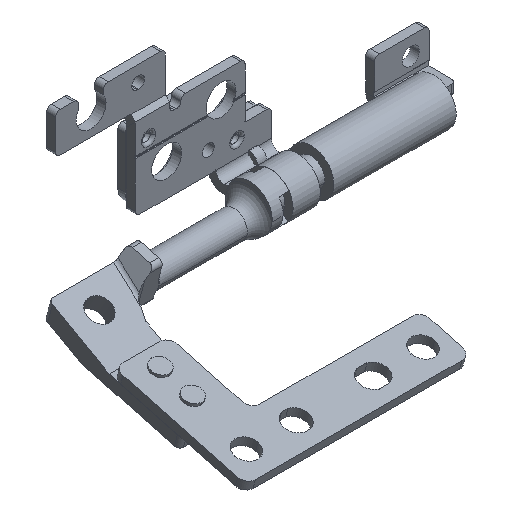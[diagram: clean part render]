
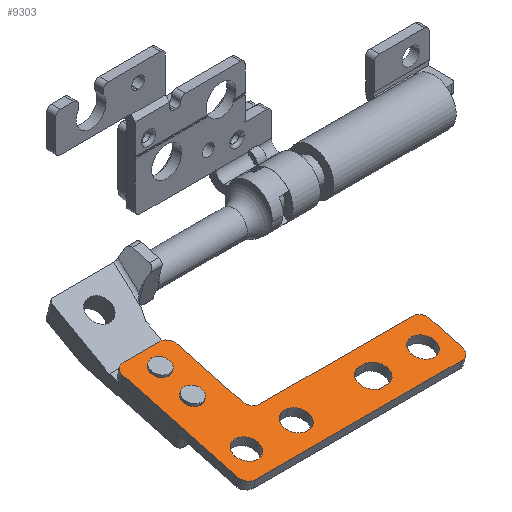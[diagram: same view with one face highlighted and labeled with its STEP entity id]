
A CAD part, isometric view. The second image highlights one B-rep face of the part: STEP entity #9303.
In plain terms, the highlighted face is planar.
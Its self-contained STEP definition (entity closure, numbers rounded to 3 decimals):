
#8594=CARTESIAN_POINT('',(-139.2,-4.3,12.6));
#8595=DIRECTION('',(0.,1.,0.));
#8596=DIRECTION('',(1.,0.,0.));
#8597=AXIS2_PLACEMENT_3D('',#8594,#8595,#8596);
#8602=CARTESIAN_POINT('',(-139.2,-4.3,12.6));
#8603=DIRECTION('',(0.,1.,0.));
#8604=DIRECTION('',(-1.,0.,0.));
#8605=AXIS2_PLACEMENT_3D('',#8602,#8603,#8604);
#8610=CARTESIAN_POINT('',(-139.2,-4.3,16.3));
#8611=DIRECTION('',(0.,1.,0.));
#8612=DIRECTION('',(1.,0.,0.));
#8613=AXIS2_PLACEMENT_3D('',#8610,#8611,#8612);
#8618=CARTESIAN_POINT('',(-139.2,-4.3,16.3));
#8619=DIRECTION('',(0.,1.,0.));
#8620=DIRECTION('',(-1.,0.,0.));
#8621=AXIS2_PLACEMENT_3D('',#8618,#8619,#8620);
#8626=CARTESIAN_POINT('',(-120.,-4.3,22.8));
#8627=DIRECTION('',(0.,1.,0.));
#8628=DIRECTION('',(1.,0.,0.));
#8629=AXIS2_PLACEMENT_3D('',#8626,#8627,#8628);
#8634=CARTESIAN_POINT('',(-120.,-4.3,22.8));
#8635=DIRECTION('',(0.,1.,0.));
#8636=DIRECTION('',(-1.,0.,0.));
#8637=AXIS2_PLACEMENT_3D('',#8634,#8635,#8636);
#8642=CARTESIAN_POINT('',(-139.5,-4.3,22.8));
#8643=DIRECTION('',(0.,1.,0.));
#8644=DIRECTION('',(1.,0.,0.));
#8645=AXIS2_PLACEMENT_3D('',#8642,#8643,#8644);
#8650=CARTESIAN_POINT('',(-139.5,-4.3,22.8));
#8651=DIRECTION('',(0.,1.,0.));
#8652=DIRECTION('',(-1.,0.,0.));
#8653=AXIS2_PLACEMENT_3D('',#8650,#8651,#8652);
#8658=CARTESIAN_POINT('',(-141.2,-4.3,11.5));
#8659=DIRECTION('',(0.,1.,0.));
#8660=DIRECTION('',(0.,0.,-1.));
#8661=AXIS2_PLACEMENT_3D('',#8658,#8659,#8660);
#8666=DIRECTION('',(-1.,0.,0.));
#8667=VECTOR('',#8666,4.);
#8668=CARTESIAN_POINT('',(-137.2,-4.3,10.5));
#8669=LINE('',#8668,#8667);
#8673=CARTESIAN_POINT('',(-137.2,-4.3,11.5));
#8674=DIRECTION('',(0.,1.,0.));
#8675=DIRECTION('',(1.,0.,0.));
#8676=AXIS2_PLACEMENT_3D('',#8673,#8674,#8675);
#8681=DIRECTION('',(0.,0.,-1.));
#8682=VECTOR('',#8681,7.4);
#8683=CARTESIAN_POINT('',(-136.2,-4.3,18.9));
#8684=LINE('',#8683,#8682);
#8688=DIRECTION('',(-1.,0.,0.));
#8689=VECTOR('',#8688,16.8);
#8690=CARTESIAN_POINT('',(-118.4,-4.3,19.9));
#8691=LINE('',#8690,#8689);
#8695=CARTESIAN_POINT('',(-118.4,-4.3,20.9));
#8696=DIRECTION('',(0.,1.,0.));
#8697=DIRECTION('',(1.,0.,0.));
#8698=AXIS2_PLACEMENT_3D('',#8695,#8696,#8697);
#8703=DIRECTION('',(0.,0.,-1.));
#8704=VECTOR('',#8703,3.7);
#8705=CARTESIAN_POINT('',(-117.4,-4.3,24.6));
#8706=LINE('',#8705,#8704);
#8710=CARTESIAN_POINT('',(-118.4,-4.3,24.6));
#8711=DIRECTION('',(0.,1.,0.));
#8712=DIRECTION('',(0.,0.,1.));
#8713=AXIS2_PLACEMENT_3D('',#8710,#8711,#8712);
#8718=DIRECTION('',(1.,0.,0.));
#8719=VECTOR('',#8718,22.8);
#8720=CARTESIAN_POINT('',(-141.2,-4.3,25.6));
#8721=LINE('',#8720,#8719);
#8725=CARTESIAN_POINT('',(-141.2,-4.3,24.6));
#8726=DIRECTION('',(0.,1.,0.));
#8727=DIRECTION('',(-1.,0.,0.));
#8728=AXIS2_PLACEMENT_3D('',#8725,#8726,#8727);
#8733=DIRECTION('',(0.,0.,1.));
#8734=VECTOR('',#8733,13.1);
#8735=CARTESIAN_POINT('',(-142.2,-4.3,11.5));
#8736=LINE('',#8735,#8734);
#8740=DIRECTION('',(-1.,0.,0.));
#8741=VECTOR('',#8740,0.728);
#8742=CARTESIAN_POINT('',(-133.636,-4.3,24.1));
#8743=LINE('',#8742,#8741);
#8747=DIRECTION('',(1.,0.,0.));
#8748=VECTOR('',#8747,0.728);
#8749=CARTESIAN_POINT('',(-134.364,-4.3,21.5));
#8750=LINE('',#8749,#8748);
#8754=CARTESIAN_POINT('',(-125.7,-4.3,22.8));
#8755=DIRECTION('',(0.,1.,0.));
#8756=DIRECTION('',(-0.27,0.,-0.963));
#8757=AXIS2_PLACEMENT_3D('',#8754,#8755,#8756);
#8762=DIRECTION('',(-1.,0.,0.));
#8763=VECTOR('',#8762,1.128);
#8764=CARTESIAN_POINT('',(-124.936,-4.3,24.1));
#8765=LINE('',#8764,#8763);
#8769=CARTESIAN_POINT('',(-125.3,-4.3,22.8));
#8770=DIRECTION('',(0.,1.,0.));
#8771=DIRECTION('',(0.27,0.,0.963));
#8772=AXIS2_PLACEMENT_3D('',#8769,#8770,#8771);
#8777=DIRECTION('',(1.,0.,0.));
#8778=VECTOR('',#8777,1.128);
#8779=CARTESIAN_POINT('',(-126.064,-4.3,21.5));
#8780=LINE('',#8779,#8778);
#8862=CARTESIAN_POINT('',(-135.2,-4.3,18.9));
#8863=DIRECTION('',(0.,-1.,0.));
#8864=DIRECTION('',(0.,0.,1.));
#8865=AXIS2_PLACEMENT_3D('',#8862,#8863,#8864);
#8926=CARTESIAN_POINT('',(-134.,-4.3,22.8));
#8927=DIRECTION('',(0.,-1.,0.));
#8928=DIRECTION('',(0.27,0.,-0.963));
#8929=AXIS2_PLACEMENT_3D('',#8926,#8927,#8928);
#8971=CARTESIAN_POINT('',(-134.,-4.3,22.8));
#8972=DIRECTION('',(0.,-1.,0.));
#8973=DIRECTION('',(-0.27,0.,0.963));
#8974=AXIS2_PLACEMENT_3D('',#8971,#8972,#8973);
#9030=CARTESIAN_POINT('',(-138.2,-4.3,12.6));
#9031=CARTESIAN_POINT('',(-140.2,-4.3,12.6));
#9032=VERTEX_POINT('',#9030);
#9033=VERTEX_POINT('',#9031);
#9034=CARTESIAN_POINT('',(-138.2,-4.3,16.3));
#9035=CARTESIAN_POINT('',(-140.2,-4.3,16.3));
#9036=VERTEX_POINT('',#9034);
#9037=VERTEX_POINT('',#9035);
#9038=CARTESIAN_POINT('',(-118.7,-4.3,22.8));
#9039=CARTESIAN_POINT('',(-121.3,-4.3,22.8));
#9040=VERTEX_POINT('',#9038);
#9041=VERTEX_POINT('',#9039);
#9042=CARTESIAN_POINT('',(-138.2,-4.3,22.8));
#9043=CARTESIAN_POINT('',(-140.8,-4.3,22.8));
#9044=VERTEX_POINT('',#9042);
#9045=VERTEX_POINT('',#9043);
#9047=CARTESIAN_POINT('',(-136.2,-4.3,18.9));
#9049=VERTEX_POINT('',#9047);
#9051=CARTESIAN_POINT('',(-135.2,-4.3,19.9));
#9053=VERTEX_POINT('',#9051);
#9058=CARTESIAN_POINT('',(-141.2,-4.3,10.5));
#9059=VERTEX_POINT('',#9058);
#9060=CARTESIAN_POINT('',(-142.2,-4.3,11.5));
#9061=VERTEX_POINT('',#9060);
#9066=CARTESIAN_POINT('',(-136.2,-4.3,11.5));
#9067=VERTEX_POINT('',#9066);
#9068=CARTESIAN_POINT('',(-137.2,-4.3,10.5));
#9069=VERTEX_POINT('',#9068);
#9074=CARTESIAN_POINT('',(-142.2,-4.3,24.6));
#9075=VERTEX_POINT('',#9074);
#9076=CARTESIAN_POINT('',(-141.2,-4.3,25.6));
#9077=VERTEX_POINT('',#9076);
#9082=CARTESIAN_POINT('',(-117.4,-4.3,20.9));
#9083=VERTEX_POINT('',#9082);
#9084=CARTESIAN_POINT('',(-118.4,-4.3,19.9));
#9085=VERTEX_POINT('',#9084);
#9090=CARTESIAN_POINT('',(-118.4,-4.3,25.6));
#9091=VERTEX_POINT('',#9090);
#9092=CARTESIAN_POINT('',(-117.4,-4.3,24.6));
#9093=VERTEX_POINT('',#9092);
#9095=CARTESIAN_POINT('',(-133.636,-4.3,21.5));
#9097=VERTEX_POINT('',#9095);
#9099=CARTESIAN_POINT('',(-134.364,-4.3,21.5));
#9101=VERTEX_POINT('',#9099);
#9103=CARTESIAN_POINT('',(-134.364,-4.3,24.1));
#9105=VERTEX_POINT('',#9103);
#9107=CARTESIAN_POINT('',(-133.636,-4.3,24.1));
#9109=VERTEX_POINT('',#9107);
#9111=CARTESIAN_POINT('',(-126.064,-4.3,21.5));
#9113=VERTEX_POINT('',#9111);
#9115=CARTESIAN_POINT('',(-126.064,-4.3,24.1));
#9117=VERTEX_POINT('',#9115);
#9119=CARTESIAN_POINT('',(-124.936,-4.3,21.5));
#9121=VERTEX_POINT('',#9119);
#9123=CARTESIAN_POINT('',(-124.936,-4.3,24.1));
#9125=VERTEX_POINT('',#9123);
#9230=CARTESIAN_POINT('',(0.,-4.3,0.));
#9231=DIRECTION('',(0.,1.,0.));
#9232=DIRECTION('',(1.,0.,0.));
#9233=AXIS2_PLACEMENT_3D('',#9230,#9231,#9232);
#9234=PLANE('',#9233);
#9236=ORIENTED_EDGE('',*,*,#9235,.F.);
#9238=ORIENTED_EDGE('',*,*,#9237,.F.);
#9240=ORIENTED_EDGE('',*,*,#9239,.F.);
#9242=ORIENTED_EDGE('',*,*,#9241,.F.);
#9244=ORIENTED_EDGE('',*,*,#9243,.F.);
#9246=ORIENTED_EDGE('',*,*,#9245,.F.);
#9248=ORIENTED_EDGE('',*,*,#9247,.F.);
#9250=ORIENTED_EDGE('',*,*,#9249,.F.);
#9252=ORIENTED_EDGE('',*,*,#9251,.F.);
#9254=ORIENTED_EDGE('',*,*,#9253,.F.);
#9256=ORIENTED_EDGE('',*,*,#9255,.F.);
#9258=ORIENTED_EDGE('',*,*,#9257,.F.);
#9259=EDGE_LOOP('',(#9236,#9238,#9240,#9242,#9244,#9246,#9248,#9250,#9252,#9254,
#9256,#9258));
#9260=FACE_OUTER_BOUND('',#9259,.F.);
#9262=ORIENTED_EDGE('',*,*,#9261,.T.);
#9264=ORIENTED_EDGE('',*,*,#9263,.T.);
#9265=EDGE_LOOP('',(#9262,#9264));
#9266=FACE_BOUND('',#9265,.F.);
#9268=ORIENTED_EDGE('',*,*,#9267,.T.);
#9270=ORIENTED_EDGE('',*,*,#9269,.T.);
#9271=EDGE_LOOP('',(#9268,#9270));
#9272=FACE_BOUND('',#9271,.F.);
#9274=ORIENTED_EDGE('',*,*,#9273,.T.);
#9276=ORIENTED_EDGE('',*,*,#9275,.T.);
#9277=EDGE_LOOP('',(#9274,#9276));
#9278=FACE_BOUND('',#9277,.F.);
#9279=ORIENTED_EDGE('',*,*,#9210,.T.);
#9280=ORIENTED_EDGE('',*,*,#9224,.T.);
#9281=EDGE_LOOP('',(#9279,#9280));
#9282=FACE_BOUND('',#9281,.F.);
#9284=ORIENTED_EDGE('',*,*,#9283,.F.);
#9286=ORIENTED_EDGE('',*,*,#9285,.F.);
#9288=ORIENTED_EDGE('',*,*,#9287,.F.);
#9290=ORIENTED_EDGE('',*,*,#9289,.F.);
#9291=EDGE_LOOP('',(#9284,#9286,#9288,#9290));
#9292=FACE_BOUND('',#9291,.F.);
#9294=ORIENTED_EDGE('',*,*,#9293,.T.);
#9296=ORIENTED_EDGE('',*,*,#9295,.F.);
#9298=ORIENTED_EDGE('',*,*,#9297,.T.);
#9300=ORIENTED_EDGE('',*,*,#9299,.F.);
#9301=EDGE_LOOP('',(#9294,#9296,#9298,#9300));
#9302=FACE_BOUND('',#9301,.F.);
#9303=ADVANCED_FACE('',(#9260,#9266,#9272,#9278,#9282,#9292,#9302),#9234,.T.);
#8598=CIRCLE('',#8597,1.);
#8606=CIRCLE('',#8605,1.);
#8614=CIRCLE('',#8613,1.);
#8622=CIRCLE('',#8621,1.);
#8630=CIRCLE('',#8629,1.3);
#8638=CIRCLE('',#8637,1.3);
#8646=CIRCLE('',#8645,1.3);
#8654=CIRCLE('',#8653,1.3);
#8662=CIRCLE('',#8661,1.);
#8677=CIRCLE('',#8676,1.);
#8699=CIRCLE('',#8698,1.);
#8714=CIRCLE('',#8713,1.);
#8729=CIRCLE('',#8728,1.);
#8758=CIRCLE('',#8757,1.35);
#8773=CIRCLE('',#8772,1.35);
#8866=CIRCLE('',#8865,1.);
#8930=CIRCLE('',#8929,1.35);
#8975=CIRCLE('',#8974,1.35);
#9210=EDGE_CURVE('',#9032,#9033,#8598,.T.);
#9224=EDGE_CURVE('',#9033,#9032,#8606,.T.);
#9235=EDGE_CURVE('',#9059,#9061,#8662,.T.);
#9237=EDGE_CURVE('',#9069,#9059,#8669,.T.);
#9239=EDGE_CURVE('',#9067,#9069,#8677,.T.);
#9241=EDGE_CURVE('',#9049,#9067,#8684,.T.);
#9243=EDGE_CURVE('',#9053,#9049,#8866,.T.);
#9245=EDGE_CURVE('',#9085,#9053,#8691,.T.);
#9247=EDGE_CURVE('',#9083,#9085,#8699,.T.);
#9249=EDGE_CURVE('',#9093,#9083,#8706,.T.);
#9251=EDGE_CURVE('',#9091,#9093,#8714,.T.);
#9253=EDGE_CURVE('',#9077,#9091,#8721,.T.);
#9255=EDGE_CURVE('',#9075,#9077,#8729,.T.);
#9257=EDGE_CURVE('',#9061,#9075,#8736,.T.);
#9261=EDGE_CURVE('',#9036,#9037,#8614,.T.);
#9263=EDGE_CURVE('',#9037,#9036,#8622,.T.);
#9267=EDGE_CURVE('',#9040,#9041,#8630,.T.);
#9269=EDGE_CURVE('',#9041,#9040,#8638,.T.);
#9273=EDGE_CURVE('',#9044,#9045,#8646,.T.);
#9275=EDGE_CURVE('',#9045,#9044,#8654,.T.);
#9283=EDGE_CURVE('',#9105,#9101,#8975,.T.);
#9285=EDGE_CURVE('',#9109,#9105,#8743,.T.);
#9287=EDGE_CURVE('',#9097,#9109,#8930,.T.);
#9289=EDGE_CURVE('',#9101,#9097,#8750,.T.);
#9293=EDGE_CURVE('',#9113,#9117,#8758,.T.);
#9295=EDGE_CURVE('',#9125,#9117,#8765,.T.);
#9297=EDGE_CURVE('',#9125,#9121,#8773,.T.);
#9299=EDGE_CURVE('',#9113,#9121,#8780,.T.);
